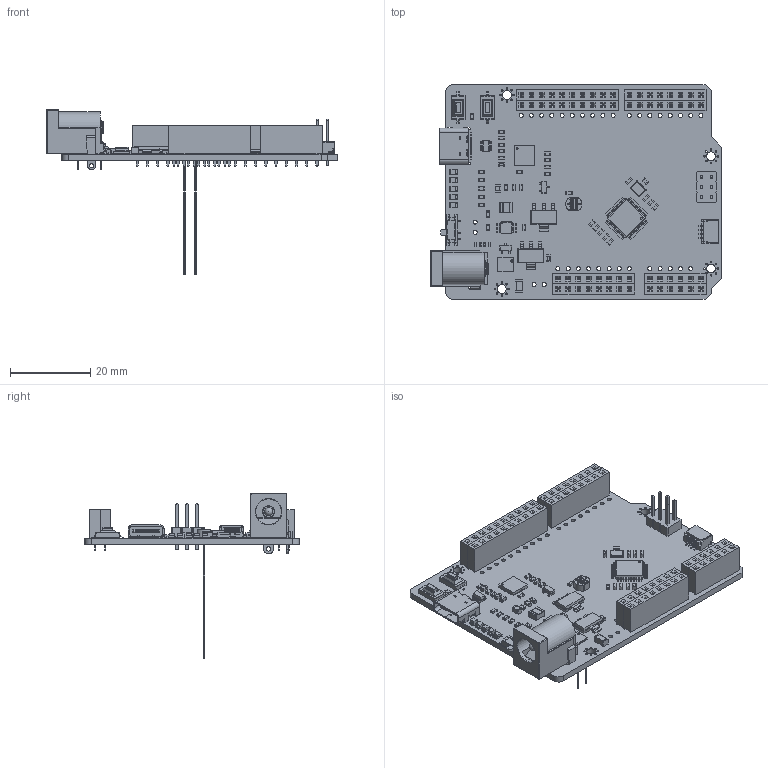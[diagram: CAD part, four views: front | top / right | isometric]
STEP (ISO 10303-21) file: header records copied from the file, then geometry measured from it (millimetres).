
FILE_DESCRIPTION(('KiCad electronic assembly'),'2;1');
FILE_NAME('STP_MTA0002.step','2025-03-01T17:30:58',('Pcbnew'),('Kicad'), 'Open CASCADE STEP processor 7.8','KiCad to STEP converter','Unknown' );
FILE_SCHEMA(('AUTOMOTIVE_DESIGN { 1 0 10303 214 1 1 1 1 }'));
Length unit declared in the file: millimetre
Products named in the file (58): STP_MTA0002 1; R_0603_1608Metric; C_0603_1608Metric; DS-210; DS-210 v5; SW_SPST_CK_RS282G05A3; SOT-223; SOT_223; PinHeader_2x03_P2.54mm_Vertical; PinHeader_2x03_P254mm_Vertical; SOT-23; SOT_23; TQFP-32_7x7mm_P0.8mm; TQFP_32_7x7mm_P08mm; C_0402_1005Metric; PinSocket_1x06_P2.54mm_Vertical; PinSocket_1x06_P254mm_Vertical; PinSocket_1x08_P2.54mm_Vertical; PinSocket_1x08_P254mm_Vertical; LED_0805_2012Metric; Type-C 16P; SM04B-SRSS-TB(LF)(SN)--3DModel-STEP-269445; SM04B-SRSS-TB(LF)(SN); SOT-23-6; SOT_23_6; VSSOP-8_3.0x3.0mm_P0.65mm; VSSOP_8_30x30mm_P065mm; LDR_COLOR; C_1206_3216Metric; L_0603_1608Metric; USON-20_2x4mm_P0.4mm; USON_20_2x4mm_Pitch04mm; Fuse_1210_3225Metric; R_0402_1005Metric; PinSocket_1x10_P2.54mm_Vertical; PinSocket_1x10_P254mm_Vertical; Crystal_SMD_3225-4Pin_3.2x2.5mm; C_0805_2012Metric; QFN-28-1EP_5x5mm_P0.5mm_EP3.35x3.35mm; QFN-28-1EP_5x5mm_Pitch0.5mm ...
Assembly tree (102 placements, depth 3):
  STP_MTA0002 1
    R_0603_1608Metric  x19
      R_0603_1608Metric
    C_0603_1608Metric  x15
      C_0603_1608Metric
    DS-210
      DS-210 v5
    SW_SPST_CK_RS282G05A3  x2
      SW_SPST_CK_RS282G05A3
    SOT-223  x2
      SOT_223
    PinHeader_2x03_P2.54mm_Vertical
      PinHeader_2x03_P254mm_Vertical
    SOT-23
      SOT_23
    TQFP-32_7x7mm_P0.8mm
      TQFP_32_7x7mm_P08mm
    C_0402_1005Metric  x3
      C_0402_1005Metric
    PinSocket_1x06_P2.54mm_Vertical  x2
      PinSocket_1x06_P254mm_Vertical
    PinSocket_1x08_P2.54mm_Vertical  x4
      PinSocket_1x08_P254mm_Vertical
    LED_0805_2012Metric  x5
      LED_0805_2012Metric
    Type-C 16P
      Type-C 16P
    SM04B-SRSS-TB(LF)(SN)--3DModel-STEP-269445
      SM04B-SRSS-TB(LF)(SN)
    SOT-23-6
      SOT_23_6
    VSSOP-8_3.0x3.0mm_P0.65mm
      VSSOP_8_30x30mm_P065mm
    LDR_COLOR
      LDR_COLOR
    C_1206_3216Metric
      C_1206_3216Metric
    L_0603_1608Metric
      L_0603_1608Metric
    USON-20_2x4mm_P0.4mm
      USON_20_2x4mm_Pitch04mm
    Fuse_1210_3225Metric
      Fuse_1210_3225Metric
    R_0402_1005Metric
      R_0402_1005Metric
    PinSocket_1x10_P2.54mm_Vertical  x2
      PinSocket_1x10_P254mm_Vertical
    Crystal_SMD_3225-4Pin_3.2x2.5mm
      Crystal_SMD_3225-4Pin_3.2x2.5mm
    C_0805_2012Metric
      C_0805_2012Metric
    QFN-28-1EP_5x5mm_P0.5mm_EP3.35x3.35mm
      QFN-28-1EP_5x5mm_Pitch0.5mm
    SlideSwitch
      PCM12SMTR
    D_SOT-23
      D_SOT_23
    Axiometa_Spark_PCB
Bounding box: 72.31 x 53.34 x 41 mm (x, y, z)
Volume: 9702.2 mm3; surface area: 16784.8 mm2
Topology: 91 solids, 91 shells, 6269 faces, 16519 edges, 10719 vertices
Faces by surface type: plane 4752, cylinder 1121, bspline 371, sphere 9, torus 9, cone 7
Full cylindrical faces by diameter (mm): 0.25 x1, 0.4 x32, 0.5 x2, 0.65 x2, 0.8 x2, 1 x108, 1.082 x1, 1.2 x1, 1.3 x1, 2 x4, 2.2 x4, 3 x3, 6.4 x1
Entity records: 138036 total; most frequent: CARTESIAN_POINT 25071, ORIENTED_EDGE 19620, DIRECTION 17506, EDGE_CURVE 9810, LINE 7648, VECTOR 7648, VERTEX_POINT 6347, AXIS2_PLACEMENT_3D 4929
